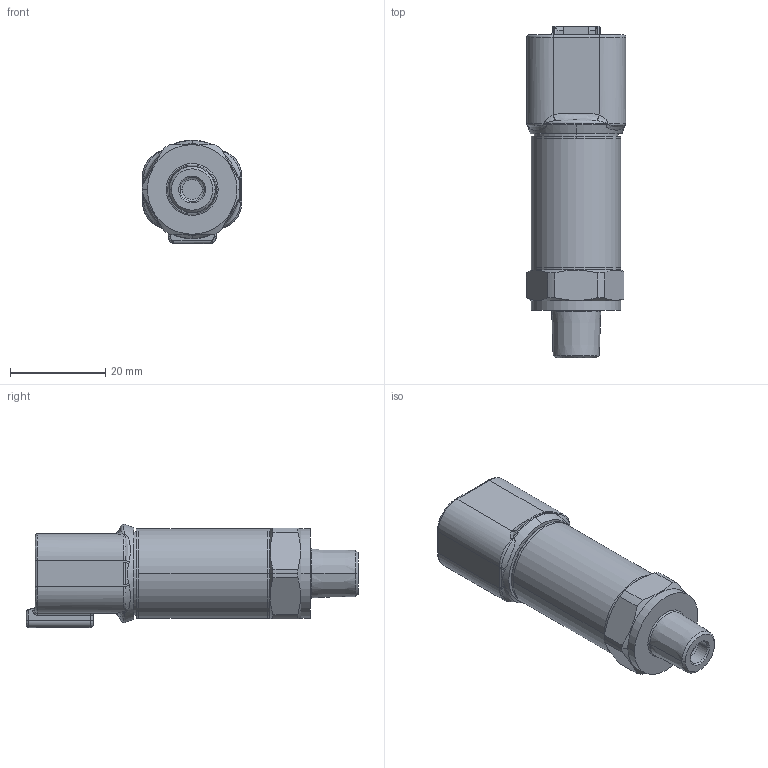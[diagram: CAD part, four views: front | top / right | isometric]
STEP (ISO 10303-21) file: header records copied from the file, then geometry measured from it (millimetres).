
FILE_DESCRIPTION (( 'STEP AP214' ), '1' );
FILE_NAME ('825X.XX.XX.43.D4.STEP', '2019-08-12T11:13:45', ( '' ), ( '' ), 'SwSTEP 2.0', 'SolidWorks 2016', '' );
FILE_SCHEMA (( 'AUTOMOTIVE_DESIGN' ));
Length unit declared in the file: millimetre
Products named in the file (4): C29031_43_C29031; C21542_defeatured; DEUTSCH_4P_D4; 825X.XX.XX.43.D4
Assembly tree (3 placements, depth 2):
  825X.XX.XX.43.D4
    C21542_defeatured
    C29031_43_C29031
    DEUTSCH_4P_D4
Bounding box: 20.91 x 69.69 x 21.72 mm (x, y, z)
Volume: 13726.9 mm3; surface area: 7440.9 mm2
Topology: 3 solids, 3 shells, 303 faces, 740 edges, 448 vertices
Faces by surface type: bspline 103, plane 86, cylinder 81, cone 29, torus 4
Entity records: 13083 total; most frequent: CARTESIAN_POINT 6047, ORIENTED_EDGE 1472, DIRECTION 1196, EDGE_CURVE 736, VERTEX_POINT 448, AXIS2_PLACEMENT_3D 440, EDGE_LOOP 318, VECTOR 316
